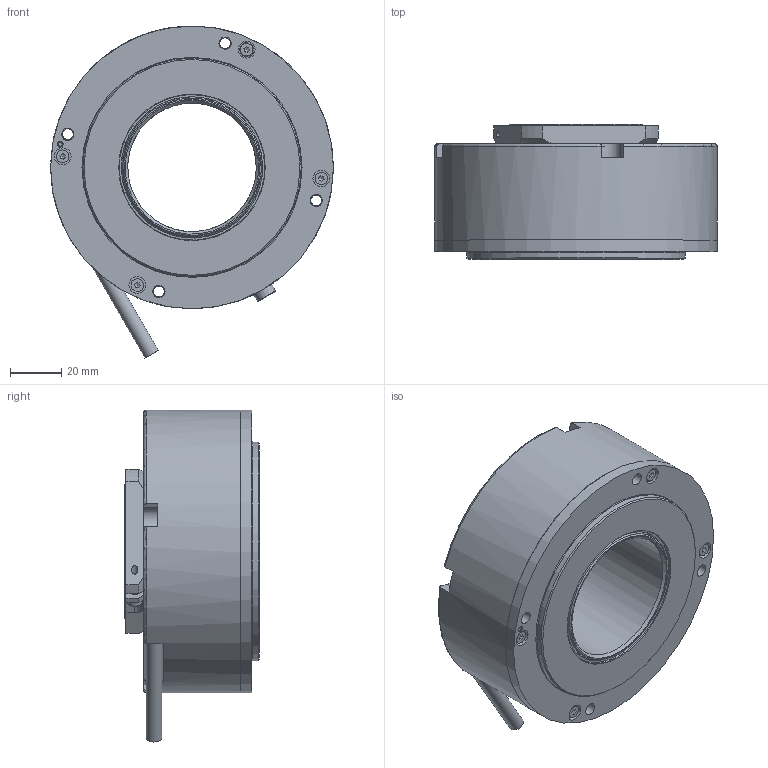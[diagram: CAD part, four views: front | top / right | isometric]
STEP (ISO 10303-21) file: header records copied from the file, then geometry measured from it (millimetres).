
FILE_DESCRIPTION(/* description */ (''),/* implementation_level */ '2;1');
FILE_NAME(/* name */ 'A110H.stp',/* time_stamp */ '2019-12-17T08:23:35+02:00',/* author */ ('DonatasG'),/* organization */ (''),/* preprocessor_version */ 'ST-DEVELOPER v16.5',/* originating_system */ 'Autodesk Inventor 2017',/* authorisation */ '');
FILE_SCHEMA (('AUTOMOTIVE_DESIGN { 1 0 10303 214 3 1 1 }'));
Length unit declared in the file: millimetre
Products named in the file (1): A110H.00.00.00 SB_Shrinkwrap_1
Bounding box: 110 x 52.5 x 129.16 mm (x, y, z)
Surface area: 52733.8 mm2 (no closed solid volume)
Topology: 0 solids, 24 shells, 190 faces, 567 edges, 398 vertices
Faces by surface type: plane 118, cylinder 42, cone 22, torus 8
Full cylindrical faces by diameter (mm): 1.567 x1, 2.459 x1, 3 x1, 4.2 x4, 4.8 x4, 5.5 x1, 6 x2, 6.5 x4, 50 x1, 52 x2, 53.9 x1, 56.2 x1, 57 x1, 71.6 x1, 85 x1, 110 x2
Entity records: 6394 total; most frequent: CARTESIAN_POINT 1224, DIRECTION 1066, ORIENTED_EDGE 889, EDGE_CURVE 503, AXIS2_PLACEMENT_3D 422, VERTEX_POINT 382, EDGE_LOOP 284, LINE 222
